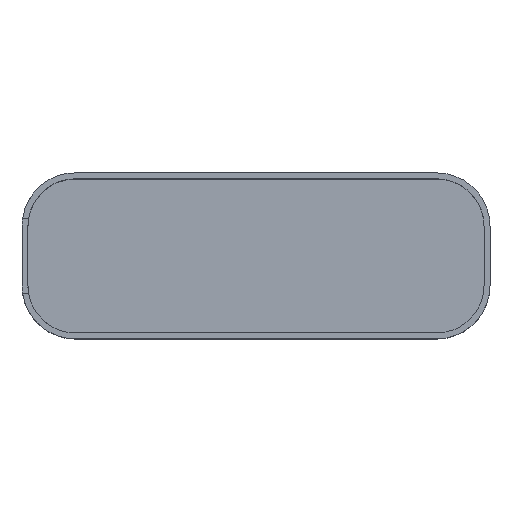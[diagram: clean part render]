
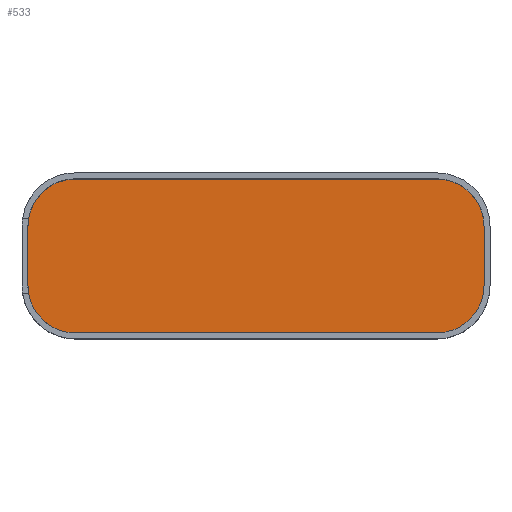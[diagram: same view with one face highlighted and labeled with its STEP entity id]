
A CAD part, top view. The second image highlights one B-rep face of the part: STEP entity #533.
In plain terms, the highlighted planar face has unit normal (0, 0, 1).
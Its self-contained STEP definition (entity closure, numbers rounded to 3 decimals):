
#47=FACE_OUTER_BOUND('',#73,.T.);
#73=EDGE_LOOP('',(#471,#472,#473,#474,#475,#476,#477,#478,#479,#480,#481,
#482));
#80=LINE('',#781,#132);
#84=LINE('',#788,#136);
#90=LINE('',#810,#142);
#113=LINE('',#877,#165);
#119=LINE('',#894,#171);
#120=LINE('',#896,#172);
#132=VECTOR('',#620,10.);
#136=VECTOR('',#626,10.);
#142=VECTOR('',#648,10.);
#165=VECTOR('',#709,10.);
#171=VECTOR('',#729,10.);
#172=VECTOR('',#732,10.);
#184=CIRCLE('',#558,12.);
#185=CIRCLE('',#561,12.);
#187=CIRCLE('',#566,13.5);
#196=CIRCLE('',#580,12.);
#201=CIRCLE('',#588,12.);
#203=CIRCLE('',#594,13.5);
#213=VERTEX_POINT('',#778);
#214=VERTEX_POINT('',#780);
#215=VERTEX_POINT('',#784);
#216=VERTEX_POINT('',#786);
#219=VERTEX_POINT('',#794);
#221=VERTEX_POINT('',#802);
#223=VERTEX_POINT('',#808);
#224=VERTEX_POINT('',#809);
#246=VERTEX_POINT('',#867);
#247=VERTEX_POINT('',#869);
#249=VERTEX_POINT('',#875);
#253=VERTEX_POINT('',#890);
#266=EDGE_CURVE('',#214,#213,#80,.T.);
#270=EDGE_CURVE('',#216,#215,#84,.T.);
#274=EDGE_CURVE('',#213,#219,#184,.T.);
#277=EDGE_CURVE('',#221,#215,#185,.T.);
#280=EDGE_CURVE('',#223,#224,#90,.T.);
#287=EDGE_CURVE('',#214,#223,#187,.T.);
#310=EDGE_CURVE('',#247,#246,#196,.T.);
#314=EDGE_CURVE('',#246,#249,#113,.T.);
#323=EDGE_CURVE('',#249,#253,#201,.T.);
#324=EDGE_CURVE('',#253,#221,#119,.T.);
#325=EDGE_CURVE('',#219,#247,#120,.T.);
#329=EDGE_CURVE('',#224,#216,#203,.T.);
#471=ORIENTED_EDGE('',*,*,#274,.T.);
#472=ORIENTED_EDGE('',*,*,#325,.T.);
#473=ORIENTED_EDGE('',*,*,#310,.T.);
#474=ORIENTED_EDGE('',*,*,#314,.T.);
#475=ORIENTED_EDGE('',*,*,#323,.T.);
#476=ORIENTED_EDGE('',*,*,#324,.T.);
#477=ORIENTED_EDGE('',*,*,#277,.T.);
#478=ORIENTED_EDGE('',*,*,#270,.F.);
#479=ORIENTED_EDGE('',*,*,#329,.F.);
#480=ORIENTED_EDGE('',*,*,#280,.F.);
#481=ORIENTED_EDGE('',*,*,#287,.F.);
#482=ORIENTED_EDGE('',*,*,#266,.T.);
#507=PLANE('',#599);
#533=ADVANCED_FACE('',(#47),#507,.T.);
#558=AXIS2_PLACEMENT_3D('',#796,#633,#634);
#561=AXIS2_PLACEMENT_3D('',#803,#641,#642);
#566=AXIS2_PLACEMENT_3D('',#823,#659,#660);
#580=AXIS2_PLACEMENT_3D('',#870,#701,#702);
#588=AXIS2_PLACEMENT_3D('',#892,#725,#726);
#594=AXIS2_PLACEMENT_3D('',#903,#741,#742);
#599=AXIS2_PLACEMENT_3D('',#914,#755,#756);
#620=DIRECTION('',(-1.,0.,0.));
#626=DIRECTION('',(-1.,0.,0.));
#633=DIRECTION('center_axis',(0.,0.,1.));
#634=DIRECTION('ref_axis',(1.,0.,0.));
#641=DIRECTION('center_axis',(0.,0.,1.));
#642=DIRECTION('ref_axis',(0.,-1.,0.));
#648=DIRECTION('',(0.,-1.,0.));
#659=DIRECTION('center_axis',(0.,0.,-1.));
#660=DIRECTION('ref_axis',(1.,0.,0.));
#701=DIRECTION('center_axis',(0.,0.,1.));
#702=DIRECTION('ref_axis',(0.,1.,0.));
#709=DIRECTION('',(0.,-1.,0.));
#725=DIRECTION('center_axis',(0.,0.,1.));
#726=DIRECTION('ref_axis',(-1.,0.,0.));
#729=DIRECTION('',(1.,0.,0.));
#732=DIRECTION('',(-1.,0.,0.));
#741=DIRECTION('center_axis',(0.,0.,-1.));
#742=DIRECTION('ref_axis',(0.,-1.,0.));
#755=DIRECTION('center_axis',(0.,0.,1.));
#756=DIRECTION('ref_axis',(1.,0.,0.));
#778=CARTESIAN_POINT('',(113.232,27.,3.));
#780=CARTESIAN_POINT('',(114.751,27.,3.));
#781=CARTESIAN_POINT('',(114.9,27.,3.));
#784=CARTESIAN_POINT('',(113.232,8.,3.));
#786=CARTESIAN_POINT('',(114.751,8.,3.));
#788=CARTESIAN_POINT('',(114.9,8.,3.));
#794=CARTESIAN_POINT('',(101.4,37.,3.));
#796=CARTESIAN_POINT('Origin',(101.4,25.,3.));
#802=CARTESIAN_POINT('',(101.4,-2.,3.));
#803=CARTESIAN_POINT('Origin',(101.4,10.,3.));
#808=CARTESIAN_POINT('',(114.9,25.,3.));
#809=CARTESIAN_POINT('',(114.9,10.,3.));
#810=CARTESIAN_POINT('',(114.9,18.5,3.));
#823=CARTESIAN_POINT('Origin',(101.4,25.,3.));
#867=CARTESIAN_POINT('',(-2.,25.,3.));
#869=CARTESIAN_POINT('',(10.,37.,3.));
#870=CARTESIAN_POINT('Origin',(10.,25.,3.));
#875=CARTESIAN_POINT('',(-2.,10.,3.));
#877=CARTESIAN_POINT('',(-2.,13.75,3.));
#890=CARTESIAN_POINT('',(10.,-2.,3.));
#892=CARTESIAN_POINT('Origin',(10.,10.,3.));
#894=CARTESIAN_POINT('',(78.55,-2.,3.));
#896=CARTESIAN_POINT('',(32.85,37.,3.));
#903=CARTESIAN_POINT('Origin',(101.4,10.,3.));
#914=CARTESIAN_POINT('Origin',(55.7,17.5,3.));
